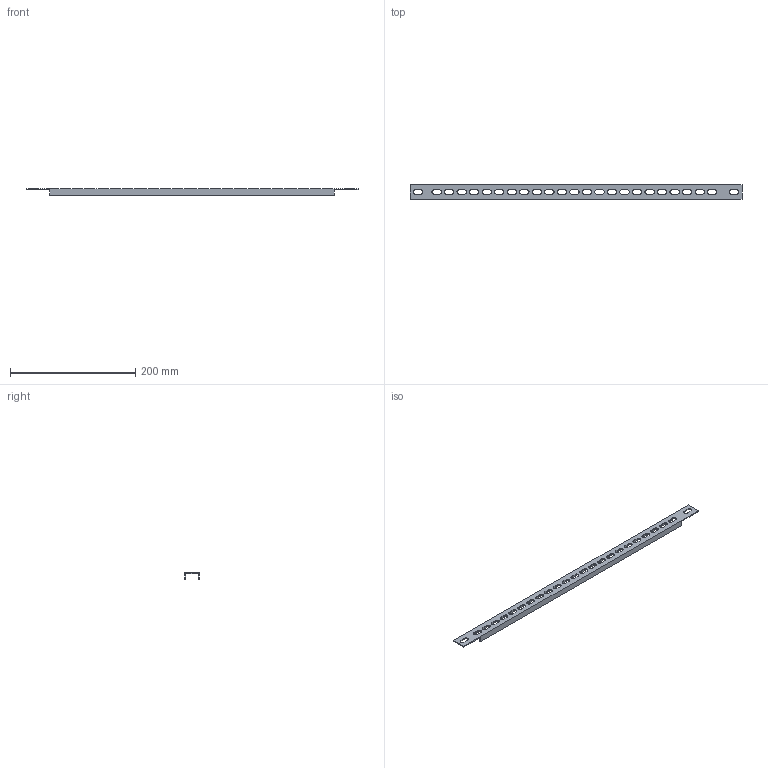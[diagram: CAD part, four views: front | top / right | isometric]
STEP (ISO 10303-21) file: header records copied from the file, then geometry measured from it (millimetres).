
FILE_DESCRIPTION (( 'STEP AP214' ), '1' );
FILE_NAME ('YKM40-P-530 砑鳧罻 530 TITAN (膰斀. 2欙.).STEP', '2016-09-22T09:09:44', ( 'user' ), ( '' ), 'SwSTEP 2.0', 'SolidWorks 2014', '' );
FILE_SCHEMA (( 'AUTOMOTIVE_DESIGN' ));
Length unit declared in the file: millimetre
Products named in the file (1): YKM40-P-530 砑鳧罻 530 TITAN (膰斀. 2欙.)
Bounding box: 530 x 23 x 10 mm (x, y, z)
Volume: 26318.8 mm3; surface area: 38226.4 mm2
Topology: 1 solids, 1 shells, 139 faces, 411 edges, 274 vertices
Faces by surface type: cylinder 75, plane 64
Entity records: 4829 total; most frequent: DIRECTION 841, CARTESIAN_POINT 825, ORIENTED_EDGE 822, EDGE_CURVE 411, AXIS2_PLACEMENT_3D 290, VERTEX_POINT 274, VECTOR 261, LINE 261
